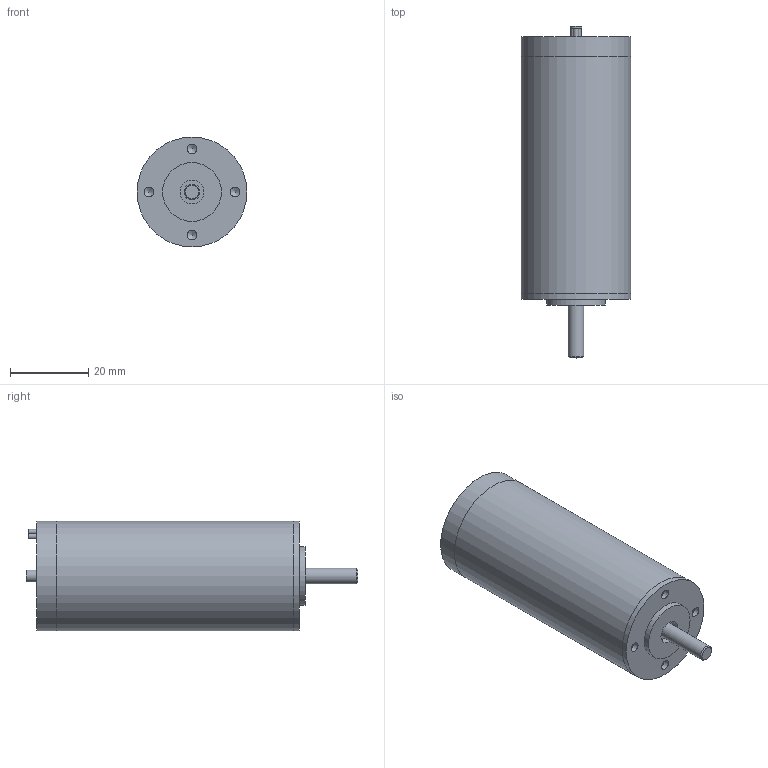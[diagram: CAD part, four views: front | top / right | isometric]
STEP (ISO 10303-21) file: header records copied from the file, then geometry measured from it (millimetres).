
FILE_DESCRIPTION(/* description */ (''),/* implementation_level */ '2;1');
FILE_NAME(/* name */ 'DS28L024080-B.stp',/* time_stamp */ '2016-08-25T13:10:16+02:00',/* author */ ('schneid_cad'),/* organization */ (''),/* preprocessor_version */ 'ST-DEVELOPER v16.1',/* originating_system */ 'Autodesk Inventor 2016',/* authorisation */ '');
FILE_SCHEMA (('AUTOMOTIVE_DESIGN { 1 0 10303 214 3 1 1 }'));
Length unit declared in the file: centimetre
Products named in the file (1): DS28L024080-B
Bounding box: 28 x 84.7 x 28 mm (x, y, z)
Volume: 40358.1 mm3; surface area: 12339.1 mm2
Topology: 6 solids, 6 shells, 74 faces, 141 edges, 90 vertices
Faces by surface type: cylinder 38, plane 29, cone 7
Full cylindrical faces by diameter (mm): 0.5 x8, 1 x1, 2.013 x4, 2.459 x8, 2.996 x1, 4 x2, 6 x3, 15 x1, 28 x3
Entity records: 1640 total; most frequent: DIRECTION 317, CARTESIAN_POINT 242, ORIENTED_EDGE 186, AXIS2_PLACEMENT_3D 152, EDGE_LOOP 144, EDGE_CURVE 90, CIRCLE 77, VERTEX_POINT 77
